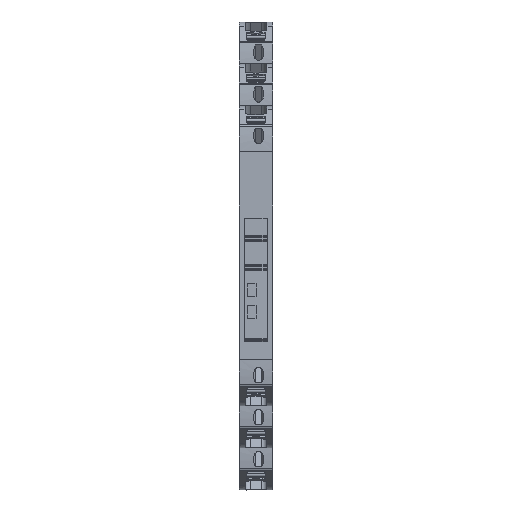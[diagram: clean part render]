
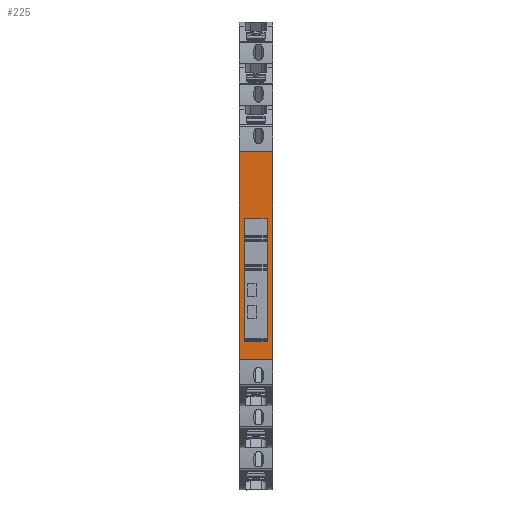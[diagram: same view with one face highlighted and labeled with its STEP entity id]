
A CAD part, top view. The second image highlights one B-rep face of the part: STEP entity #225.
In plain terms, the highlighted planar face has unit normal (0, 0, 1).
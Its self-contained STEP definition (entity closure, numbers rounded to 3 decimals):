
#164=AXIS2_PLACEMENT_3D('Plane Axis2P3D',#161,#162,#163) ;
#49=CARTESIAN_POINT('Vertex',(6.4,24.884,81.5)) ;
#52=CARTESIAN_POINT('Line Origine',(3.72,24.884,81.5)) ;
#56=CARTESIAN_POINT('Vertex',(0.,24.884,81.5)) ;
#161=CARTESIAN_POINT('Axis2P3D Location',(3.21,8.884,81.5)) ;
#166=CARTESIAN_POINT('Line Origine',(0.,44.684,81.5)) ;
#170=CARTESIAN_POINT('Vertex',(0.,64.484,81.5)) ;
#173=CARTESIAN_POINT('Line Origine',(6.4,44.684,81.5)) ;
#177=CARTESIAN_POINT('Vertex',(6.4,64.484,81.5)) ;
#180=CARTESIAN_POINT('Line Origine',(3.2,64.484,81.5)) ;
#191=CARTESIAN_POINT('Line Origine',(1.02,40.04,81.5)) ;
#195=CARTESIAN_POINT('Vertex',(1.02,28.234,81.5)) ;
#197=CARTESIAN_POINT('Vertex',(1.02,51.847,81.5)) ;
#200=CARTESIAN_POINT('Line Origine',(3.17,51.847,81.5)) ;
#204=CARTESIAN_POINT('Vertex',(5.32,51.847,81.5)) ;
#207=CARTESIAN_POINT('Line Origine',(5.32,40.04,81.5)) ;
#211=CARTESIAN_POINT('Vertex',(5.32,28.234,81.5)) ;
#214=CARTESIAN_POINT('Line Origine',(3.17,28.234,81.5)) ;
#53=DIRECTION('Vector Direction',(-1.,0.,0.)) ;
#162=DIRECTION('Axis2P3D Direction',(0.,0.,1.)) ;
#163=DIRECTION('Axis2P3D XDirection',(0.,1.,0.)) ;
#167=DIRECTION('Vector Direction',(0.,1.,0.)) ;
#174=DIRECTION('Vector Direction',(0.,1.,0.)) ;
#181=DIRECTION('Vector Direction',(-1.,0.,0.)) ;
#192=DIRECTION('Vector Direction',(0.,1.,0.)) ;
#201=DIRECTION('Vector Direction',(-1.,0.,0.)) ;
#208=DIRECTION('Vector Direction',(0.,1.,0.)) ;
#215=DIRECTION('Vector Direction',(1.,0.,0.)) ;
#54=VECTOR('Line Direction',#53,1.) ;
#168=VECTOR('Line Direction',#167,1.) ;
#175=VECTOR('Line Direction',#174,1.) ;
#182=VECTOR('Line Direction',#181,1.) ;
#193=VECTOR('Line Direction',#192,1.) ;
#202=VECTOR('Line Direction',#201,1.) ;
#209=VECTOR('Line Direction',#208,1.) ;
#216=VECTOR('Line Direction',#215,1.) ;
#186=ORIENTED_EDGE('',*,*,#172,.F.) ;
#187=ORIENTED_EDGE('',*,*,#58,.T.) ;
#188=ORIENTED_EDGE('',*,*,#179,.F.) ;
#189=ORIENTED_EDGE('',*,*,#184,.F.) ;
#220=ORIENTED_EDGE('',*,*,#199,.T.) ;
#221=ORIENTED_EDGE('',*,*,#206,.T.) ;
#222=ORIENTED_EDGE('',*,*,#213,.F.) ;
#223=ORIENTED_EDGE('',*,*,#218,.F.) ;
#224=FACE_BOUND('',#219,.T.) ;
#225=ADVANCED_FACE('Termseries',(#190,#224),#165,.T.) ;
#58=EDGE_CURVE('',#57,#50,#55,.F.) ;
#172=EDGE_CURVE('',#57,#171,#169,.T.) ;
#179=EDGE_CURVE('',#178,#50,#176,.F.) ;
#184=EDGE_CURVE('',#171,#178,#183,.F.) ;
#199=EDGE_CURVE('',#196,#198,#194,.T.) ;
#206=EDGE_CURVE('',#198,#205,#203,.F.) ;
#213=EDGE_CURVE('',#212,#205,#210,.T.) ;
#218=EDGE_CURVE('',#196,#212,#217,.T.) ;
#185=EDGE_LOOP('',(#186,#187,#188,#189)) ;
#219=EDGE_LOOP('',(#220,#221,#222,#223)) ;
#190=FACE_OUTER_BOUND('',#185,.T.) ;
#55=LINE('Line',#52,#54) ;
#169=LINE('Line',#166,#168) ;
#176=LINE('Line',#173,#175) ;
#183=LINE('Line',#180,#182) ;
#194=LINE('Line',#191,#193) ;
#203=LINE('Line',#200,#202) ;
#210=LINE('Line',#207,#209) ;
#217=LINE('Line',#214,#216) ;
#165=PLANE('',#164) ;
#50=VERTEX_POINT('',#49) ;
#57=VERTEX_POINT('',#56) ;
#171=VERTEX_POINT('',#170) ;
#178=VERTEX_POINT('',#177) ;
#196=VERTEX_POINT('',#195) ;
#198=VERTEX_POINT('',#197) ;
#205=VERTEX_POINT('',#204) ;
#212=VERTEX_POINT('',#211) ;
